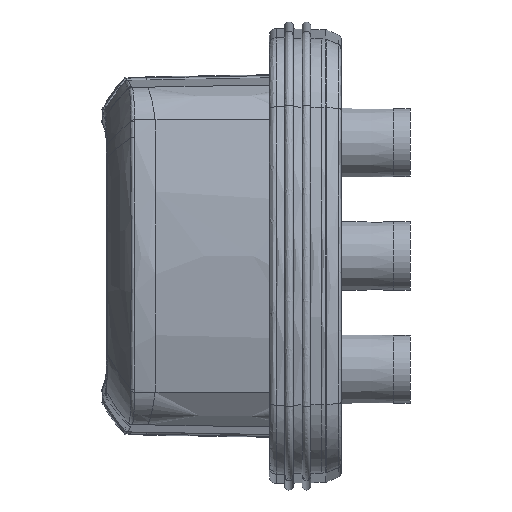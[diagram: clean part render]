
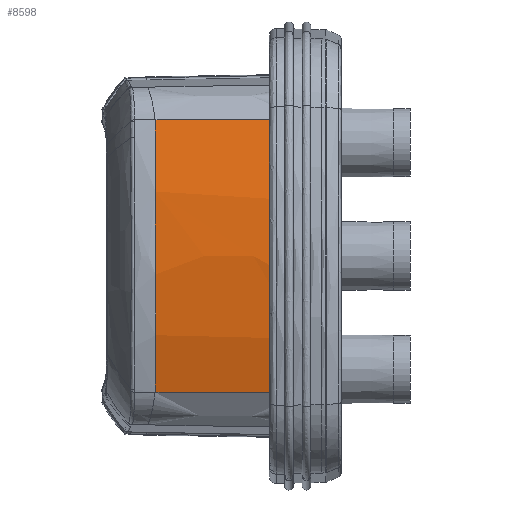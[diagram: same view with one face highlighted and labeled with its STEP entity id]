
A CAD part, left-side view. The second image highlights one B-rep face of the part: STEP entity #8598.
In plain terms, the highlighted free-form (B-spline) face has degree [3, 3] with [7, 4] control points.
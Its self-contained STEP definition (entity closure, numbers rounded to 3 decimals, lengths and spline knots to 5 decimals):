
#490=B_SPLINE_SURFACE_WITH_KNOTS('',3,3,((#31291,#31292,#31293,#31294),
(#31295,#31296,#31297,#31298),(#31299,#31300,#31301,#31302),(#31303,#31304,
#31305,#31306),(#31307,#31308,#31309,#31310),(#31311,#31312,#31313,#31314),
(#31315,#31316,#31317,#31318)),.UNSPECIFIED.,.F.,.F.,.F.,(4,1,1,1,4),(4,
4),(-0.01003,0.,0.5,1.,1.01003),(-1.01771,
-0.09694),.UNSPECIFIED.);
#744=LINE('',#31165,#990);
#747=LINE('',#31360,#993);
#990=VECTOR('',#10913,0.33983);
#993=VECTOR('',#10916,0.33985);
#1430=FACE_OUTER_BOUND('',#2021,.T.);
#2021=EDGE_LOOP('',(#7332,#7333,#7334,#7335));
#3177=B_SPLINE_CURVE_WITH_KNOTS('',3,(#31272,#31273,#31274,#31275,#31276,
#31277,#31278,#31279,#31280,#31281,#31282,#31283,#31284,#31285,#31286,#31287,
#31288,#31289),.UNSPECIFIED.,.F.,.F.,(4,2,2,2,2,2,2,2,4),(0.,0.12498,
0.24999,0.37499,0.5,0.625,0.75001,
0.87502,1.),.UNSPECIFIED.);
#3178=B_SPLINE_CURVE_WITH_KNOTS('',3,(#31320,#31321,#31322,#31323,#31324,
#31325,#31326,#31327,#31328,#31329,#31330,#31331,#31332,#31333,#31334,#31335,
#31336,#31337,#31338,#31339,#31340,#31341,#31342,#31343,#31344,#31345,#31346,
#31347,#31348,#31349,#31350,#31351,#31352,#31353,#31354,#31355,#31356,#31357,
#31358,#31359),.UNSPECIFIED.,.F.,.F.,(4,3,3,3,3,3,3,3,3,3,3,3,3,4),(0.,
0.16667,0.29402,0.33333,0.45101,0.5,
0.57237,0.65976,0.66667,0.72941,0.79175,
0.83333,0.91667,1.),.UNSPECIFIED.);
#3963=VERTEX_POINT('',#31110);
#3964=VERTEX_POINT('',#31121);
#3965=VERTEX_POINT('',#31271);
#3966=VERTEX_POINT('',#31319);
#5115=EDGE_CURVE('',#3963,#3964,#744,.T.);
#5117=EDGE_CURVE('',#3963,#3965,#3177,.T.);
#5119=EDGE_CURVE('',#3964,#3966,#3178,.T.);
#5120=EDGE_CURVE('',#3965,#3966,#747,.T.);
#7332=ORIENTED_EDGE('',*,*,#5117,.F.);
#7333=ORIENTED_EDGE('',*,*,#5115,.T.);
#7334=ORIENTED_EDGE('',*,*,#5119,.T.);
#7335=ORIENTED_EDGE('',*,*,#5120,.F.);
#8598=ADVANCED_FACE('',(#1430),#490,.F.);
#10913=DIRECTION('',(0.017,1.,-0.005));
#10916=DIRECTION('',(0.017,1.,0.005));
#31110=CARTESIAN_POINT('',(-0.9319,0.3574,3.29523));
#31121=CARTESIAN_POINT('',(-0.92619,0.69718,3.29366));
#31165=CARTESIAN_POINT('',(-0.9319,0.3574,3.29523));
#31271=CARTESIAN_POINT('',(-0.9319,0.3574,2.66477));
#31272=CARTESIAN_POINT('Ctrl Pts',(-0.9319,0.3574,
3.29523));
#31273=CARTESIAN_POINT('Ctrl Pts',(-0.93894,0.3574,3.2696));
#31274=CARTESIAN_POINT('Ctrl Pts',(-0.9451,0.3574,
3.24373));
#31275=CARTESIAN_POINT('Ctrl Pts',(-0.95569,0.3574,
3.19162));
#31276=CARTESIAN_POINT('Ctrl Pts',(-0.96011,0.3574,
3.16539));
#31277=CARTESIAN_POINT('Ctrl Pts',(-0.9672,0.3574,
3.11269));
#31278=CARTESIAN_POINT('Ctrl Pts',(-0.96986,0.3574,
3.08623));
#31279=CARTESIAN_POINT('Ctrl Pts',(-0.97342,0.3574,
3.03317));
#31280=CARTESIAN_POINT('Ctrl Pts',(-0.97432,0.3574,
3.00659));
#31281=CARTESIAN_POINT('Ctrl Pts',(-0.97432,0.3574,
2.95342));
#31282=CARTESIAN_POINT('Ctrl Pts',(-0.97342,0.3574,
2.92683));
#31283=CARTESIAN_POINT('Ctrl Pts',(-0.96986,0.3574,
2.87378));
#31284=CARTESIAN_POINT('Ctrl Pts',(-0.9672,0.3574,
2.84731));
#31285=CARTESIAN_POINT('Ctrl Pts',(-0.96011,0.3574,
2.79461));
#31286=CARTESIAN_POINT('Ctrl Pts',(-0.95569,0.3574,
2.76838));
#31287=CARTESIAN_POINT('Ctrl Pts',(-0.9451,0.3574,
2.71628));
#31288=CARTESIAN_POINT('Ctrl Pts',(-0.93894,0.3574,2.6904));
#31289=CARTESIAN_POINT('Ctrl Pts',(-0.9319,0.3574,
2.66477));
#31291=CARTESIAN_POINT('Ctrl Pts',(-0.92437,0.70399,2.66026));
#31292=CARTESIAN_POINT('Ctrl Pts',(-0.92635,0.5862,2.6597));
#31293=CARTESIAN_POINT('Ctrl Pts',(-0.92833,0.4684,2.65915));
#31294=CARTESIAN_POINT('Ctrl Pts',(-0.93031,0.3506,2.65859));
#31295=CARTESIAN_POINT('Ctrl Pts',(-0.92495,0.70399,2.66229));
#31296=CARTESIAN_POINT('Ctrl Pts',(-0.92693,0.5862,2.66174));
#31297=CARTESIAN_POINT('Ctrl Pts',(-0.92891,0.4684,2.66119));
#31298=CARTESIAN_POINT('Ctrl Pts',(-0.93089,0.3506,2.66064));
#31299=CARTESIAN_POINT('Ctrl Pts',(-0.9537,0.70399,2.76596));
#31300=CARTESIAN_POINT('Ctrl Pts',(-0.95573,0.5862,2.76559));
#31301=CARTESIAN_POINT('Ctrl Pts',(-0.95776,0.4684,2.76523));
#31302=CARTESIAN_POINT('Ctrl Pts',(-0.95979,0.3506,2.76486));
#31303=CARTESIAN_POINT('Ctrl Pts',(-0.98255,0.70399,2.98));
#31304=CARTESIAN_POINT('Ctrl Pts',(-0.98463,0.5862,2.98));
#31305=CARTESIAN_POINT('Ctrl Pts',(-0.98671,0.4684,2.98));
#31306=CARTESIAN_POINT('Ctrl Pts',(-0.98879,0.3506,2.98));
#31307=CARTESIAN_POINT('Ctrl Pts',(-0.9537,0.70399,3.19404));
#31308=CARTESIAN_POINT('Ctrl Pts',(-0.95573,0.5862,3.19441));
#31309=CARTESIAN_POINT('Ctrl Pts',(-0.95776,0.4684,3.19477));
#31310=CARTESIAN_POINT('Ctrl Pts',(-0.95979,0.3506,3.19514));
#31311=CARTESIAN_POINT('Ctrl Pts',(-0.92495,0.70399,3.29771));
#31312=CARTESIAN_POINT('Ctrl Pts',(-0.92693,0.5862,3.29826));
#31313=CARTESIAN_POINT('Ctrl Pts',(-0.92891,0.4684,3.29881));
#31314=CARTESIAN_POINT('Ctrl Pts',(-0.93089,0.3506,3.29936));
#31315=CARTESIAN_POINT('Ctrl Pts',(-0.92437,0.70399,3.29974));
#31316=CARTESIAN_POINT('Ctrl Pts',(-0.92635,0.5862,3.3003));
#31317=CARTESIAN_POINT('Ctrl Pts',(-0.92833,0.4684,3.30085));
#31318=CARTESIAN_POINT('Ctrl Pts',(-0.93031,0.3506,3.30141));
#31319=CARTESIAN_POINT('',(-0.92619,0.6972,2.66634));
#31320=CARTESIAN_POINT('Ctrl Pts',(-0.92619,0.69718,
3.29366));
#31321=CARTESIAN_POINT('Ctrl Pts',(-0.93276,0.69614,
3.26976));
#31322=CARTESIAN_POINT('Ctrl Pts',(-0.93902,0.69542,
3.24402));
#31323=CARTESIAN_POINT('Ctrl Pts',(-0.94462,0.6953,
3.2165));
#31324=CARTESIAN_POINT('Ctrl Pts',(-0.94889,0.69522,
3.19547));
#31325=CARTESIAN_POINT('Ctrl Pts',(-0.95278,0.69549,
3.17341));
#31326=CARTESIAN_POINT('Ctrl Pts',(-0.95614,0.69573,
3.15019));
#31327=CARTESIAN_POINT('Ctrl Pts',(-0.95717,0.6958,
3.14302));
#31328=CARTESIAN_POINT('Ctrl Pts',(-0.95816,0.69587,
3.13574));
#31329=CARTESIAN_POINT('Ctrl Pts',(-0.95909,0.69592,
3.12835));
#31330=CARTESIAN_POINT('Ctrl Pts',(-0.96187,0.69608,
3.10622));
#31331=CARTESIAN_POINT('Ctrl Pts',(-0.96416,0.69611,
3.08306));
#31332=CARTESIAN_POINT('Ctrl Pts',(-0.96578,0.69614,3.05879));
#31333=CARTESIAN_POINT('Ctrl Pts',(-0.96645,0.69615,
3.04869));
#31334=CARTESIAN_POINT('Ctrl Pts',(-0.96701,0.69616,
3.03839));
#31335=CARTESIAN_POINT('Ctrl Pts',(-0.96743,0.69618,
3.02789));
#31336=CARTESIAN_POINT('Ctrl Pts',(-0.96806,0.69621,
3.01239));
#31337=CARTESIAN_POINT('Ctrl Pts',(-0.9684,0.69626,
2.99646));
#31338=CARTESIAN_POINT('Ctrl Pts',(-0.9684,0.69629,
2.98));
#31339=CARTESIAN_POINT('Ctrl Pts',(-0.9684,0.69633,
2.96012));
#31340=CARTESIAN_POINT('Ctrl Pts',(-0.9679,0.69633,
2.93948));
#31341=CARTESIAN_POINT('Ctrl Pts',(-0.96677,0.69623,
2.91792));
#31342=CARTESIAN_POINT('Ctrl Pts',(-0.96668,0.69622,
2.91621));
#31343=CARTESIAN_POINT('Ctrl Pts',(-0.96659,0.69621,
2.9145));
#31344=CARTESIAN_POINT('Ctrl Pts',(-0.96649,0.6962,
2.91278));
#31345=CARTESIAN_POINT('Ctrl Pts',(-0.96561,0.69611,
2.8972));
#31346=CARTESIAN_POINT('Ctrl Pts',(-0.96438,0.69596,
2.88113));
#31347=CARTESIAN_POINT('Ctrl Pts',(-0.96281,0.69581,
2.86492));
#31348=CARTESIAN_POINT('Ctrl Pts',(-0.96124,0.69566,
2.84881));
#31349=CARTESIAN_POINT('Ctrl Pts',(-0.95932,0.69552,
2.83256));
#31350=CARTESIAN_POINT('Ctrl Pts',(-0.95709,0.69543,
2.81652));
#31351=CARTESIAN_POINT('Ctrl Pts',(-0.95561,0.69537,
2.80582));
#31352=CARTESIAN_POINT('Ctrl Pts',(-0.95398,0.69533,
2.7952));
#31353=CARTESIAN_POINT('Ctrl Pts',(-0.95224,0.69534,
2.78477));
#31354=CARTESIAN_POINT('Ctrl Pts',(-0.94876,0.69536,
2.76387));
#31355=CARTESIAN_POINT('Ctrl Pts',(-0.94483,0.69556,
2.74371));
#31356=CARTESIAN_POINT('Ctrl Pts',(-0.94048,0.69589,
2.72404));
#31357=CARTESIAN_POINT('Ctrl Pts',(-0.93614,0.69621,
2.70438));
#31358=CARTESIAN_POINT('Ctrl Pts',(-0.93138,0.69666,
2.68522));
#31359=CARTESIAN_POINT('Ctrl Pts',(-0.92619,0.6972,
2.66634));
#31360=CARTESIAN_POINT('',(-0.9319,0.3574,2.66477));
